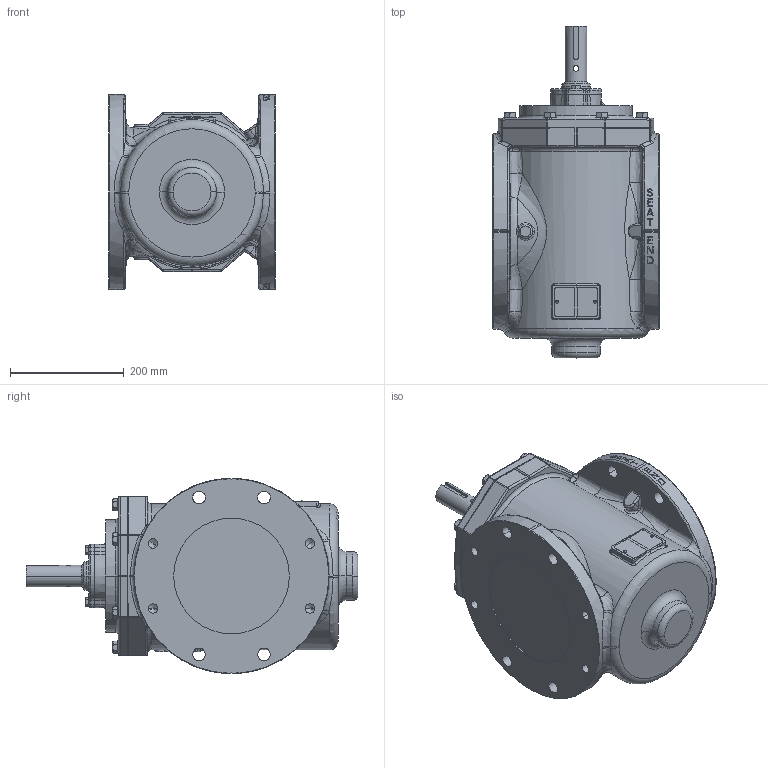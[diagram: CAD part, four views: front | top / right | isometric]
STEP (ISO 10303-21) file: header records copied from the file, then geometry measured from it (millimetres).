
FILE_DESCRIPTION((''),'2;1');
FILE_NAME('5608F_SW0001','2023-09-26T07:39:03',('tbuffington'),(''),'CREO PARAMETRIC BY PTC INC, 2023072','CREO PARAMETRIC BY PTC INC, 2023072','');
FILE_SCHEMA(('AUTOMOTIVE_DESIGN { 1 0 10303 214 1 1 1 1 }'));
Products named in the file (1): 5608F_SW0001
Bounding box: 292.1 x 583.43 x 342.87 mm (x, y, z)
Volume: 26817531.7 mm3; surface area: 743737 mm2
Topology: 1 solids, 1 shells, 1199 faces, 3035 edges, 1864 vertices
Faces by surface type: plane 612, bspline 197, cylinder 189, cone 106, torus 63, sphere 32
Entity records: 57692 total; most frequent: CARTESIAN_POINT 29758, ORIENTED_EDGE 6002, DIRECTION 4840, EDGE_CURVE 3001, AXIS2_PLACEMENT_3D 1872, VERTEX_POINT 1864, COLOUR_RGB 1327, EDGE_LOOP 1283
